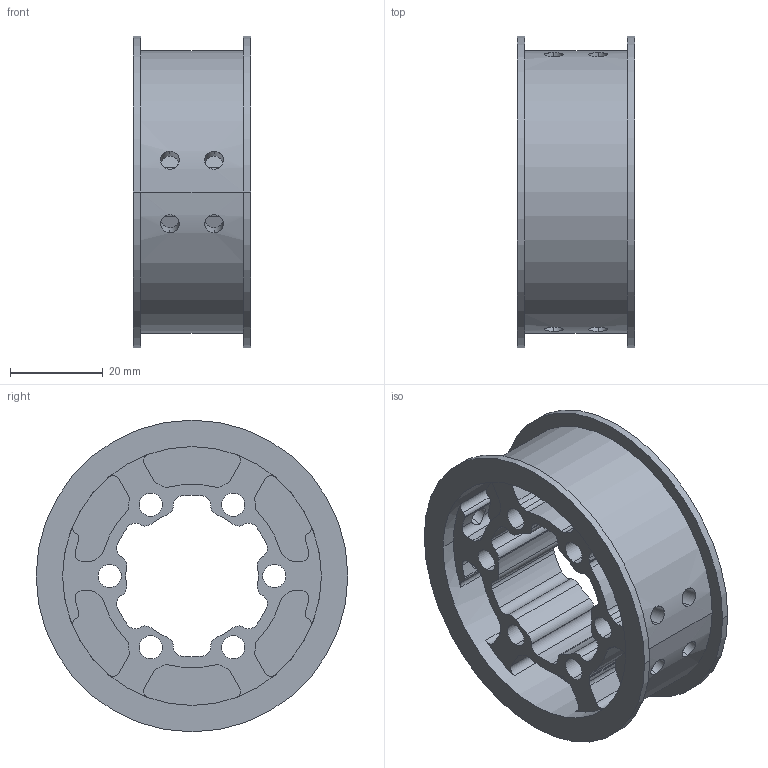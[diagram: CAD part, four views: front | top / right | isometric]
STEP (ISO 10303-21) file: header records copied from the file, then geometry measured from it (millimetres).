
FILE_DESCRIPTION (( 'STEP AP203' ), '1' );
FILE_NAME ('REV-21-3002.STEP', '2023-02-24T14:27:14', ( '' ), ( '' ), 'SwSTEP 2.0', 'SolidWorks 2022', '' );
FILE_SCHEMA (( 'CONFIG_CONTROL_DESIGN' ));
Length unit declared in the file: inch
Products named in the file (1): REV-21-3002
Bounding box: 25.4 x 67.31 x 67.31 mm (x, y, z)
Volume: 29683.4 mm3; surface area: 21588 mm2
Topology: 1 solids, 1 shells, 289 faces, 873 edges, 582 vertices
Faces by surface type: cylinder 247, plane 42
Entity records: 10988 total; most frequent: CARTESIAN_POINT 2641, DIRECTION 1875, ORIENTED_EDGE 1746, EDGE_CURVE 873, AXIS2_PLACEMENT_3D 768, VERTEX_POINT 582, CIRCLE 478, VECTOR 339
